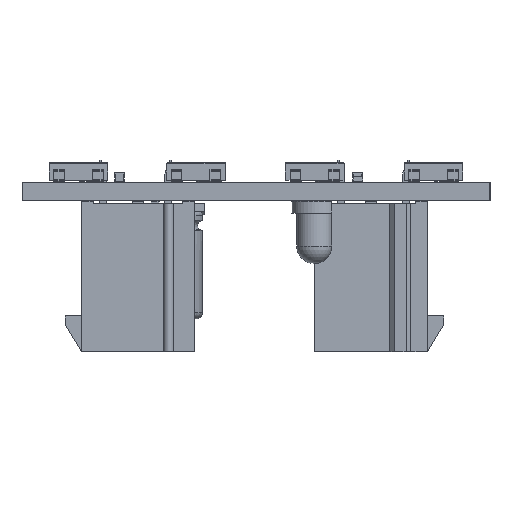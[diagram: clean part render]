
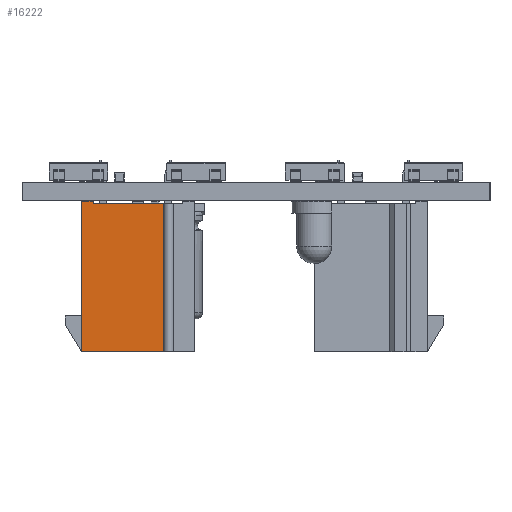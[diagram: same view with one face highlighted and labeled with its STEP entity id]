
A CAD part, left-side view. The second image highlights one B-rep face of the part: STEP entity #16222.
In plain terms, the highlighted face is planar.
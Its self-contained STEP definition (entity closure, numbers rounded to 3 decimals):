
#13539 = PLANE('',#13540);
#13540 = AXIS2_PLACEMENT_3D('',#13541,#13542,#13543);
#13541 = CARTESIAN_POINT('',(-4.8,0.,-4.8));
#13542 = DIRECTION('',(0.,0.,-1.));
#13543 = DIRECTION('',(0.,-1.,0.));
#13635 = PLANE('',#13636);
#13636 = AXIS2_PLACEMENT_3D('',#13637,#13638,#13639);
#13637 = CARTESIAN_POINT('',(-4.8,12.8,-4.8));
#13638 = DIRECTION('',(0.,1.,0.));
#13639 = DIRECTION('',(1.,0.,-0.));
#13732 = VERTEX_POINT('',#13733);
#13733 = CARTESIAN_POINT('',(4.8,12.8,-4.8));
#13754 = EDGE_CURVE('',#13755,#13732,#13757,.T.);
#13755 = VERTEX_POINT('',#13756);
#13756 = CARTESIAN_POINT('',(4.8,0.,-4.8));
#13757 = SURFACE_CURVE('',#13758,(#13762,#13769),.PCURVE_S1.);
#13758 = LINE('',#13759,#13760);
#13759 = CARTESIAN_POINT('',(4.8,0.,-4.8));
#13760 = VECTOR('',#13761,1.);
#13761 = DIRECTION('',(0.,1.,0.));
#13762 = PCURVE('',#13539,#13763);
#13763 = DEFINITIONAL_REPRESENTATION('',(#13764),#13768);
#13764 = LINE('',#13765,#13766);
#13765 = CARTESIAN_POINT('',(0.,-9.6));
#13766 = VECTOR('',#13767,1.);
#13767 = DIRECTION('',(-1.,-0.));
#13768 = ( GEOMETRIC_REPRESENTATION_CONTEXT(2) 
PARAMETRIC_REPRESENTATION_CONTEXT() REPRESENTATION_CONTEXT('2D SPACE',''
  ) );
#13769 = PCURVE('',#13770,#13775);
#13770 = PLANE('',#13771);
#13771 = AXIS2_PLACEMENT_3D('',#13772,#13773,#13774);
#13772 = CARTESIAN_POINT('',(4.8,0.,0.));
#13773 = DIRECTION('',(1.,0.,0.));
#13774 = DIRECTION('',(0.,1.,-0.));
#13775 = DEFINITIONAL_REPRESENTATION('',(#13776),#13780);
#13776 = LINE('',#13777,#13778);
#13777 = CARTESIAN_POINT('',(0.,-4.8));
#13778 = VECTOR('',#13779,1.);
#13779 = DIRECTION('',(1.,0.));
#13780 = ( GEOMETRIC_REPRESENTATION_CONTEXT(2) 
PARAMETRIC_REPRESENTATION_CONTEXT() REPRESENTATION_CONTEXT('2D SPACE',''
  ) );
#13798 = PLANE('',#13799);
#13799 = AXIS2_PLACEMENT_3D('',#13800,#13801,#13802);
#13800 = CARTESIAN_POINT('',(-4.8,0.,4.8));
#13801 = DIRECTION('',(0.,-1.,0.));
#13802 = DIRECTION('',(0.,0.,-1.));
#14018 = PLANE('',#14019);
#14019 = AXIS2_PLACEMENT_3D('',#14020,#14021,#14022);
#14020 = CARTESIAN_POINT('',(0.8,0.,-3.8));
#14021 = DIRECTION('',(0.,0.,-1.));
#14022 = DIRECTION('',(0.,-1.,0.));
#15781 = PLANE('',#15782);
#15782 = AXIS2_PLACEMENT_3D('',#15783,#15784,#15785);
#15783 = CARTESIAN_POINT('',(-4.8,0.2,0.));
#15784 = DIRECTION('',(0.,-1.,0.));
#15785 = DIRECTION('',(0.,0.,-1.));
#16222 = ADVANCED_FACE('',(#16223),#13770,.T.);
#16223 = FACE_BOUND('',#16224,.T.);
#16224 = EDGE_LOOP('',(#16225,#16250,#16273,#16294,#16295,#16318));
#16225 = ORIENTED_EDGE('',*,*,#16226,.F.);
#16226 = EDGE_CURVE('',#16227,#16229,#16231,.T.);
#16227 = VERTEX_POINT('',#16228);
#16228 = CARTESIAN_POINT('',(4.8,0.2,-3.8));
#16229 = VERTEX_POINT('',#16230);
#16230 = CARTESIAN_POINT('',(4.8,0.2,2.2));
#16231 = SURFACE_CURVE('',#16232,(#16236,#16243),.PCURVE_S1.);
#16232 = LINE('',#16233,#16234);
#16233 = CARTESIAN_POINT('',(4.8,0.2,-3.8)
  );
#16234 = VECTOR('',#16235,1.);
#16235 = DIRECTION('',(0.,0.,1.));
#16236 = PCURVE('',#13770,#16237);
#16237 = DEFINITIONAL_REPRESENTATION('',(#16238),#16242);
#16238 = LINE('',#16239,#16240);
#16239 = CARTESIAN_POINT('',(0.2,-3.8));
#16240 = VECTOR('',#16241,1.);
#16241 = DIRECTION('',(0.,1.));
#16242 = ( GEOMETRIC_REPRESENTATION_CONTEXT(2) 
PARAMETRIC_REPRESENTATION_CONTEXT() REPRESENTATION_CONTEXT('2D SPACE',''
  ) );
#16243 = PCURVE('',#15781,#16244);
#16244 = DEFINITIONAL_REPRESENTATION('',(#16245),#16249);
#16245 = LINE('',#16246,#16247);
#16246 = CARTESIAN_POINT('',(3.8,9.6));
#16247 = VECTOR('',#16248,1.);
#16248 = DIRECTION('',(-1.,0.));
#16249 = ( GEOMETRIC_REPRESENTATION_CONTEXT(2) 
PARAMETRIC_REPRESENTATION_CONTEXT() REPRESENTATION_CONTEXT('2D SPACE',''
  ) );
#16250 = ORIENTED_EDGE('',*,*,#16251,.F.);
#16251 = EDGE_CURVE('',#16252,#16227,#16254,.T.);
#16252 = VERTEX_POINT('',#16253);
#16253 = CARTESIAN_POINT('',(4.8,0.,-3.8));
#16254 = SURFACE_CURVE('',#16255,(#16259,#16266),.PCURVE_S1.);
#16255 = LINE('',#16256,#16257);
#16256 = CARTESIAN_POINT('',(4.8,0.,-3.8));
#16257 = VECTOR('',#16258,1.);
#16258 = DIRECTION('',(0.,1.,0.));
#16259 = PCURVE('',#13770,#16260);
#16260 = DEFINITIONAL_REPRESENTATION('',(#16261),#16265);
#16261 = LINE('',#16262,#16263);
#16262 = CARTESIAN_POINT('',(0.,-3.8));
#16263 = VECTOR('',#16264,1.);
#16264 = DIRECTION('',(1.,0.));
#16265 = ( GEOMETRIC_REPRESENTATION_CONTEXT(2) 
PARAMETRIC_REPRESENTATION_CONTEXT() REPRESENTATION_CONTEXT('2D SPACE',''
  ) );
#16266 = PCURVE('',#14018,#16267);
#16267 = DEFINITIONAL_REPRESENTATION('',(#16268),#16272);
#16268 = LINE('',#16269,#16270);
#16269 = CARTESIAN_POINT('',(0.,-4.));
#16270 = VECTOR('',#16271,1.);
#16271 = DIRECTION('',(-1.,-0.));
#16272 = ( GEOMETRIC_REPRESENTATION_CONTEXT(2) 
PARAMETRIC_REPRESENTATION_CONTEXT() REPRESENTATION_CONTEXT('2D SPACE',''
  ) );
#16273 = ORIENTED_EDGE('',*,*,#16274,.T.);
#16274 = EDGE_CURVE('',#16252,#13755,#16275,.T.);
#16275 = SURFACE_CURVE('',#16276,(#16280,#16287),.PCURVE_S1.);
#16276 = LINE('',#16277,#16278);
#16277 = CARTESIAN_POINT('',(4.8,0.,-3.8));
#16278 = VECTOR('',#16279,1.);
#16279 = DIRECTION('',(0.,0.,-1.));
#16280 = PCURVE('',#13770,#16281);
#16281 = DEFINITIONAL_REPRESENTATION('',(#16282),#16286);
#16282 = LINE('',#16283,#16284);
#16283 = CARTESIAN_POINT('',(0.,-3.8));
#16284 = VECTOR('',#16285,1.);
#16285 = DIRECTION('',(0.,-1.));
#16286 = ( GEOMETRIC_REPRESENTATION_CONTEXT(2) 
PARAMETRIC_REPRESENTATION_CONTEXT() REPRESENTATION_CONTEXT('2D SPACE',''
  ) );
#16287 = PCURVE('',#13798,#16288);
#16288 = DEFINITIONAL_REPRESENTATION('',(#16289),#16293);
#16289 = LINE('',#16290,#16291);
#16290 = CARTESIAN_POINT('',(8.6,9.6));
#16291 = VECTOR('',#16292,1.);
#16292 = DIRECTION('',(1.,0.));
#16293 = ( GEOMETRIC_REPRESENTATION_CONTEXT(2) 
PARAMETRIC_REPRESENTATION_CONTEXT() REPRESENTATION_CONTEXT('2D SPACE',''
  ) );
#16294 = ORIENTED_EDGE('',*,*,#13754,.T.);
#16295 = ORIENTED_EDGE('',*,*,#16296,.T.);
#16296 = EDGE_CURVE('',#13732,#16297,#16299,.T.);
#16297 = VERTEX_POINT('',#16298);
#16298 = CARTESIAN_POINT('',(4.8,12.8,2.2));
#16299 = SURFACE_CURVE('',#16300,(#16304,#16311),.PCURVE_S1.);
#16300 = LINE('',#16301,#16302);
#16301 = CARTESIAN_POINT('',(4.8,12.8,-4.8
    ));
#16302 = VECTOR('',#16303,1.);
#16303 = DIRECTION('',(0.,0.,1.));
#16304 = PCURVE('',#13770,#16305);
#16305 = DEFINITIONAL_REPRESENTATION('',(#16306),#16310);
#16306 = LINE('',#16307,#16308);
#16307 = CARTESIAN_POINT('',(12.8,-4.8));
#16308 = VECTOR('',#16309,1.);
#16309 = DIRECTION('',(0.,1.));
#16310 = ( GEOMETRIC_REPRESENTATION_CONTEXT(2) 
PARAMETRIC_REPRESENTATION_CONTEXT() REPRESENTATION_CONTEXT('2D SPACE',''
  ) );
#16311 = PCURVE('',#13635,#16312);
#16312 = DEFINITIONAL_REPRESENTATION('',(#16313),#16317);
#16313 = LINE('',#16314,#16315);
#16314 = CARTESIAN_POINT('',(9.6,0.));
#16315 = VECTOR('',#16316,1.);
#16316 = DIRECTION('',(0.,-1.));
#16317 = ( GEOMETRIC_REPRESENTATION_CONTEXT(2) 
PARAMETRIC_REPRESENTATION_CONTEXT() REPRESENTATION_CONTEXT('2D SPACE',''
  ) );
#16318 = ORIENTED_EDGE('',*,*,#16319,.T.);
#16319 = EDGE_CURVE('',#16297,#16229,#16320,.T.);
#16320 = SURFACE_CURVE('',#16321,(#16325,#16332),.PCURVE_S1.);
#16321 = LINE('',#16322,#16323);
#16322 = CARTESIAN_POINT('',(4.8,12.8,2.2)
  );
#16323 = VECTOR('',#16324,1.);
#16324 = DIRECTION('',(0.,-1.,0.));
#16325 = PCURVE('',#13770,#16326);
#16326 = DEFINITIONAL_REPRESENTATION('',(#16327),#16331);
#16327 = LINE('',#16328,#16329);
#16328 = CARTESIAN_POINT('',(12.8,2.2));
#16329 = VECTOR('',#16330,1.);
#16330 = DIRECTION('',(-1.,0.));
#16331 = ( GEOMETRIC_REPRESENTATION_CONTEXT(2) 
PARAMETRIC_REPRESENTATION_CONTEXT() REPRESENTATION_CONTEXT('2D SPACE',''
  ) );
#16332 = PCURVE('',#16333,#16338);
#16333 = CYLINDRICAL_SURFACE('',#16334,0.4);
#16334 = AXIS2_PLACEMENT_3D('',#16335,#16336,#16337);
#16335 = CARTESIAN_POINT('',(4.8,12.8,2.6));
#16336 = DIRECTION('',(-0.,1.,-0.));
#16337 = DIRECTION('',(1.,0.,0.));
#16338 = DEFINITIONAL_REPRESENTATION('',(#16339),#16343);
#16339 = LINE('',#16340,#16341);
#16340 = CARTESIAN_POINT('',(7.854,0.));
#16341 = VECTOR('',#16342,1.);
#16342 = DIRECTION('',(0.,-1.));
#16343 = ( GEOMETRIC_REPRESENTATION_CONTEXT(2) 
PARAMETRIC_REPRESENTATION_CONTEXT() REPRESENTATION_CONTEXT('2D SPACE',''
  ) );
